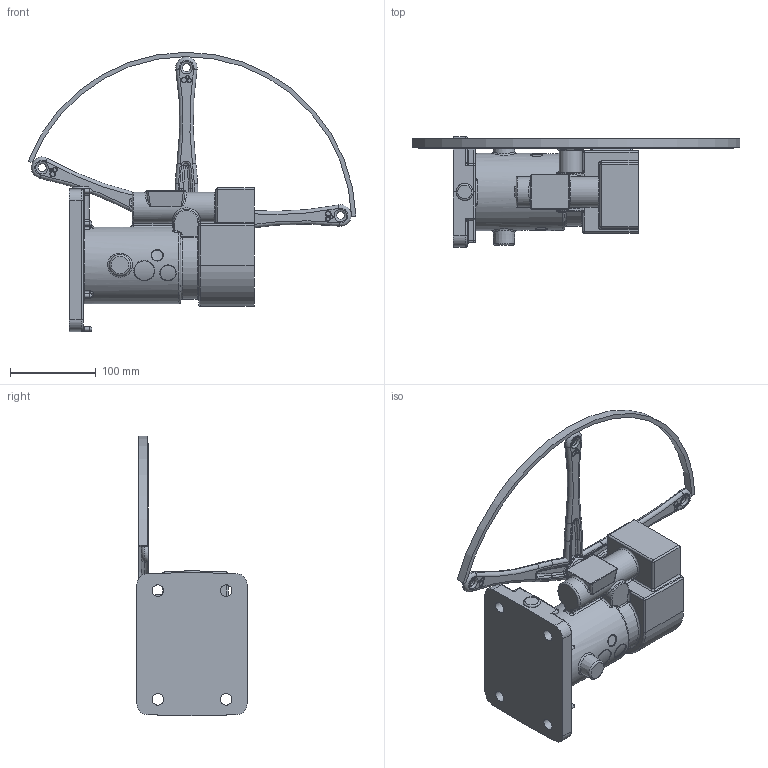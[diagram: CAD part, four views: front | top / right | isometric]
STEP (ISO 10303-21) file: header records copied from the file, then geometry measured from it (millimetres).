
FILE_DESCRIPTION(/* description */ (''),/* implementation_level */ '2;1');
FILE_NAME(/* name */ 'PS QR 2519_SLD with HandleSwing Ring.stp',/* time_stamp */ '2023-03-05T10:45:24+10:00',/* author */ ('a.tao491'),/* organization */ (''),/* preprocessor_version */ 'ST-DEVELOPER v16.5',/* originating_system */ 'Autodesk Inventor 2017',/* authorisation */ '');
FILE_SCHEMA (('AUTOMOTIVE_DESIGN { 1 0 10303 214 3 1 1 }'));
Products named in the file (4): PS QR 2519_SLD with HandleSwing Ring; 2519_SLD; 2531_SLD; PS QR HandleSwing Ring
Assembly tree (5 placements, depth 2):
  PS QR 2519_SLD with HandleSwing Ring
    2519_SLD
    2531_SLD  x3
    PS QR HandleSwing Ring
Bounding box: 382.73 x 128.5 x 326.05 mm (x, y, z)
Volume: 2177819.1 mm3; surface area: 204148.2 mm2
Topology: 5 solids, 5 shells, 730 faces, 1651 edges, 920 vertices
Faces by surface type: cylinder 222, bspline 187, torus 166, plane 120, sphere 31, cone 4
Full cylindrical faces by diameter (mm): 2.7 x2, 9.5 x3, 13.5 x4, 26.5 x3, 90 x1
Entity records: 43812 total; most frequent: CARTESIAN_POINT 32457, DIRECTION 2289, ORIENTED_EDGE 2214, EDGE_CURVE 1107, AXIS2_PLACEMENT_3D 985, VERTEX_POINT 639, EDGE_LOOP 576, CIRCLE 529
